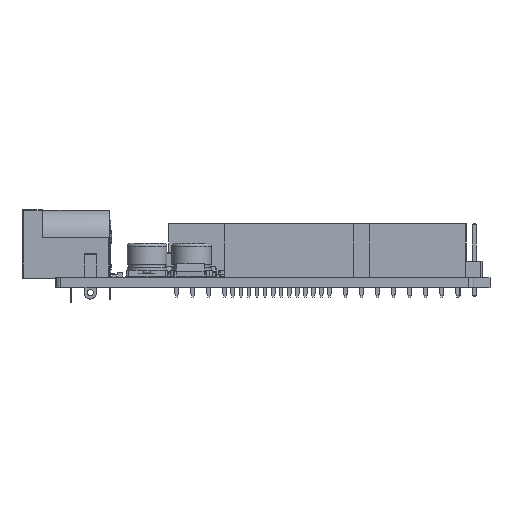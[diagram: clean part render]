
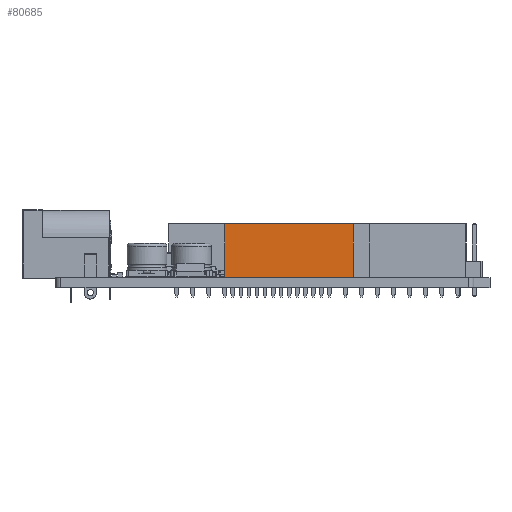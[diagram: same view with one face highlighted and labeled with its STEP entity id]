
A CAD part, front view. The second image highlights one B-rep face of the part: STEP entity #80685.
In plain terms, the highlighted free-form (B-spline) face has degree [1, 1] with [2, 2] control points.
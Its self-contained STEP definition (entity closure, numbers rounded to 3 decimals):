
#80685 = ADVANCED_FACE('',(#80686),#80716,.F.);
#80686 = FACE_BOUND('',#80687,.F.);
#80687 = EDGE_LOOP('',(#80688,#80697,#80704,#80711));
#80688 = ORIENTED_EDGE('',*,*,#80689,.T.);
#80689 = EDGE_CURVE('',#80690,#80692,#80694,.T.);
#80690 = VERTEX_POINT('',#80691);
#80691 = CARTESIAN_POINT('',(-6.74,-1.348,0.));
#80692 = VERTEX_POINT('',#80693);
#80693 = CARTESIAN_POINT('',(-6.74,-1.348,
    9.022));
#80694 = B_SPLINE_CURVE_WITH_KNOTS('',1,(#80695,#80696),.UNSPECIFIED.,
  .F.,.F.,(2,2),(0.,8.5),.PIECEWISE_BEZIER_KNOTS.);
#80695 = CARTESIAN_POINT('',(-6.74,-1.348,0.));
#80696 = CARTESIAN_POINT('',(-6.74,-1.348,
    9.022));
#80697 = ORIENTED_EDGE('',*,*,#80698,.T.);
#80698 = EDGE_CURVE('',#80692,#80699,#80701,.T.);
#80699 = VERTEX_POINT('',#80700);
#80700 = CARTESIAN_POINT('',(14.828,-1.348,
    9.022));
#80701 = B_SPLINE_CURVE_WITH_KNOTS('',1,(#80702,#80703),.UNSPECIFIED.,
  .F.,.F.,(2,2),(0.,20.32),.PIECEWISE_BEZIER_KNOTS.);
#80702 = CARTESIAN_POINT('',(-6.74,-1.348,
    9.022));
#80703 = CARTESIAN_POINT('',(14.828,-1.348,
    9.022));
#80704 = ORIENTED_EDGE('',*,*,#80705,.F.);
#80705 = EDGE_CURVE('',#80706,#80699,#80708,.T.);
#80706 = VERTEX_POINT('',#80707);
#80707 = CARTESIAN_POINT('',(14.828,-1.348,0.));
#80708 = B_SPLINE_CURVE_WITH_KNOTS('',1,(#80709,#80710),.UNSPECIFIED.,
  .F.,.F.,(2,2),(0.,8.5),.PIECEWISE_BEZIER_KNOTS.);
#80709 = CARTESIAN_POINT('',(14.828,-1.348,0.));
#80710 = CARTESIAN_POINT('',(14.828,-1.348,
    9.022));
#80711 = ORIENTED_EDGE('',*,*,#80712,.F.);
#80712 = EDGE_CURVE('',#80690,#80706,#80713,.T.);
#80713 = B_SPLINE_CURVE_WITH_KNOTS('',1,(#80714,#80715),.UNSPECIFIED.,
  .F.,.F.,(2,2),(0.,20.32),.PIECEWISE_BEZIER_KNOTS.);
#80714 = CARTESIAN_POINT('',(-6.74,-1.348,0.));
#80715 = CARTESIAN_POINT('',(14.828,-1.348,0.));
#80716 = B_SPLINE_SURFACE_WITH_KNOTS('',1,1,(
    (#80717,#80718)
    ,(#80719,#80720
    )),.UNSPECIFIED.,.F.,.F.,.F.,(2,2),(2,2),(0.,20.32),(-8.5,0.),
  .PIECEWISE_BEZIER_KNOTS.);
#80717 = CARTESIAN_POINT('',(-6.74,-1.348,
    9.022));
#80718 = CARTESIAN_POINT('',(-6.74,-1.348,0.));
#80719 = CARTESIAN_POINT('',(14.828,-1.348,
    9.022));
#80720 = CARTESIAN_POINT('',(14.828,-1.348,0.));
